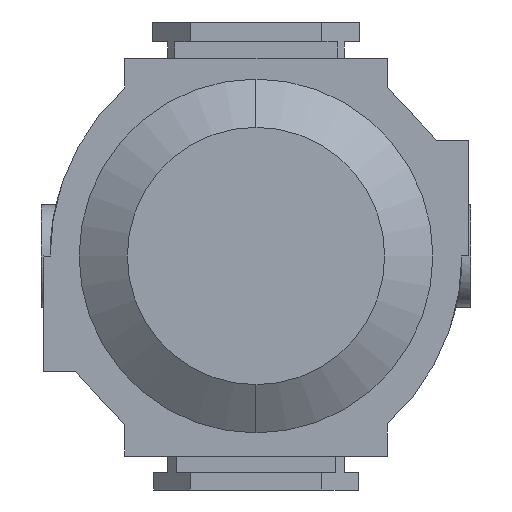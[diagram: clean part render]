
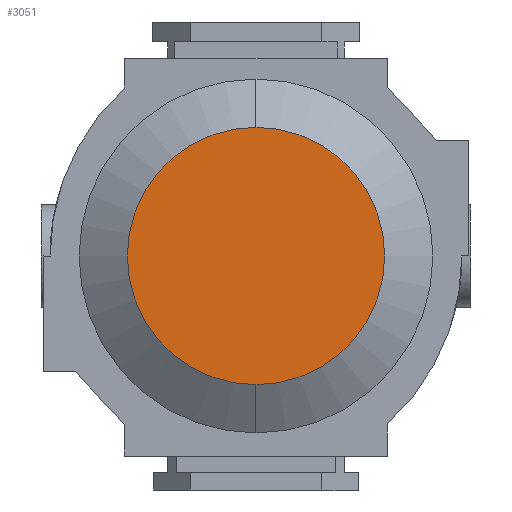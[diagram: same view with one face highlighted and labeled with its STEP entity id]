
A CAD part, front view. The second image highlights one B-rep face of the part: STEP entity #3051.
In plain terms, the highlighted planar face has unit normal (0, -1, 0).
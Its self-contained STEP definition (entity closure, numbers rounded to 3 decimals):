
#259 = DIRECTION ( 'NONE',  ( 0., -1., 0. ) ) ;
#694 = DIRECTION ( 'NONE',  ( 0., -1., 0. ) ) ;
#743 = AXIS2_PLACEMENT_3D ( 'NONE', #1543, #3613, #2873 ) ;
#760 = EDGE_LOOP ( 'NONE', ( #889, #2218 ) ) ;
#889 = ORIENTED_EDGE ( 'NONE', *, *, #3995, .T. ) ;
#1188 = FACE_OUTER_BOUND ( 'NONE', #760, .T. ) ;
#1543 = CARTESIAN_POINT ( 'NONE',  ( 0., -75.64, 0. ) ) ;
#1937 = DIRECTION ( 'NONE',  ( 0., 0., -1. ) ) ;
#2085 = CARTESIAN_POINT ( 'NONE',  ( 0., -75.64, -22. ) ) ;
#2218 = ORIENTED_EDGE ( 'NONE', *, *, #2981, .T. ) ;
#2220 = PLANE ( 'NONE',  #743 ) ;
#2613 = VERTEX_POINT ( 'NONE', #2085 ) ;
#2795 = CIRCLE ( 'NONE', #3084, 22. ) ;
#2873 = DIRECTION ( 'NONE',  ( 0., 0., -1. ) ) ;
#2981 = EDGE_CURVE ( 'NONE', #4291, #2613, #4448, .T. ) ;
#3051 = ADVANCED_FACE ( 'NONE', ( #1188 ), #2220, .T. ) ;
#3084 = AXIS2_PLACEMENT_3D ( 'NONE', #3677, #259, #1937 ) ;
#3613 = DIRECTION ( 'NONE',  ( 0., -1., 0. ) ) ;
#3677 = CARTESIAN_POINT ( 'NONE',  ( 0., -75.64, 0. ) ) ;
#3816 = CARTESIAN_POINT ( 'NONE',  ( 0., -75.64, 0. ) ) ;
#3839 = DIRECTION ( 'NONE',  ( 0., 0., -1. ) ) ;
#3995 = EDGE_CURVE ( 'NONE', #2613, #4291, #2795, .T. ) ;
#4087 = AXIS2_PLACEMENT_3D ( 'NONE', #3816, #694, #3839 ) ;
#4291 = VERTEX_POINT ( 'NONE', #4324 ) ;
#4324 = CARTESIAN_POINT ( 'NONE',  ( 0., -75.64, 22. ) ) ;
#4448 = CIRCLE ( 'NONE', #4087, 22. ) ;
